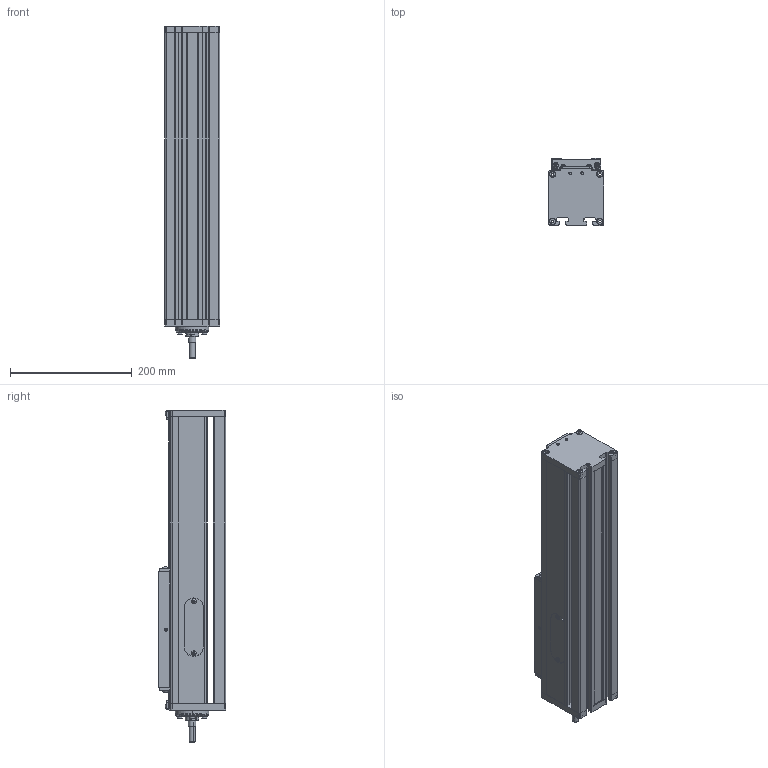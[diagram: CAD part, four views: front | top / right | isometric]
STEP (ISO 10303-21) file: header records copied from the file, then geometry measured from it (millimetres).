
FILE_DESCRIPTION (( 'STEP AP203' ), '1' );
FILE_NAME ('811.HHS.XXXX.STEP', '2016-12-12T14:40:25', ( 'Utente' ), ( '' ), 'SwSTEP 2.0', 'SolidWorks 2016', '' );
FILE_SCHEMA (( 'CONFIG_CONTROL_DESIGN' ));
Length unit declared in the file: millimetre
Products named in the file (1): 811.HHS.XXXX
Bounding box: 90.7 x 110 x 544.4 mm (x, y, z)
Surface area: 295979.5 mm2 (no closed solid volume)
Topology: 0 solids, 59 shells, 894 faces, 3365 edges, 2521 vertices
Faces by surface type: plane 452, cylinder 361, torus 53, cone 24, sphere 4
Entity records: 36589 total; most frequent: CARTESIAN_POINT 7372, DIRECTION 6420, ORIENTED_EDGE 5311, EDGE_CURVE 3365, VERTEX_POINT 2521, AXIS2_PLACEMENT_3D 2210, VECTOR 2000, LINE 2000
